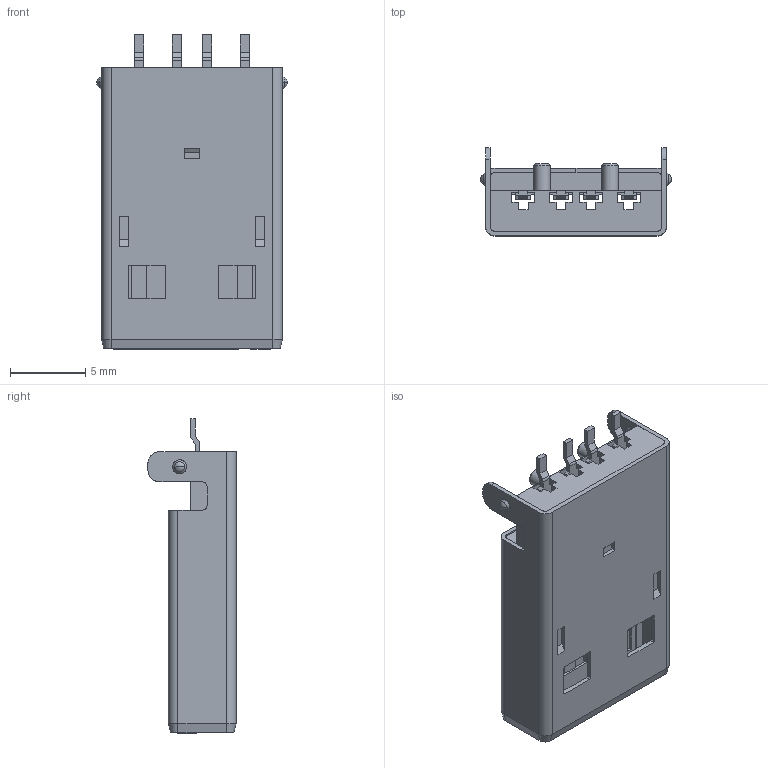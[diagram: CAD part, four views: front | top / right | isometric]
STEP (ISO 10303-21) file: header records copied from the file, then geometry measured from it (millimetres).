
FILE_DESCRIPTION (( 'STEP AP214' ), '1' );
FILE_NAME ('USB_A_Lumberg_2410_07.STEP', '2018-12-26T12:08:09', ( '' ), ( '' ), 'SwSTEP 2.0', 'SolidWorks 2018', '' );
FILE_SCHEMA (( 'AUTOMOTIVE_DESIGN' ));
Length unit declared in the file: millimetre
Products named in the file (1): USB_A_Lumberg_2410_07
Bounding box: 12.64 x 5.85 x 20.89 mm (x, y, z)
Surface area: 2096.2 mm2 (no closed solid volume)
Topology: 0 solids, 7 shells, 375 faces, 1124 edges, 764 vertices
Faces by surface type: plane 262, cylinder 60, cone 16, bspline 16, sphere 13, torus 8
Entity records: 13921 total; most frequent: CARTESIAN_POINT 4682, ORIENTED_EDGE 2074, DIRECTION 1358, EDGE_CURVE 1110, VERTEX_POINT 756, B_SPLINE_CURVE_WITH_KNOTS 530, LINE 514, VECTOR 514
